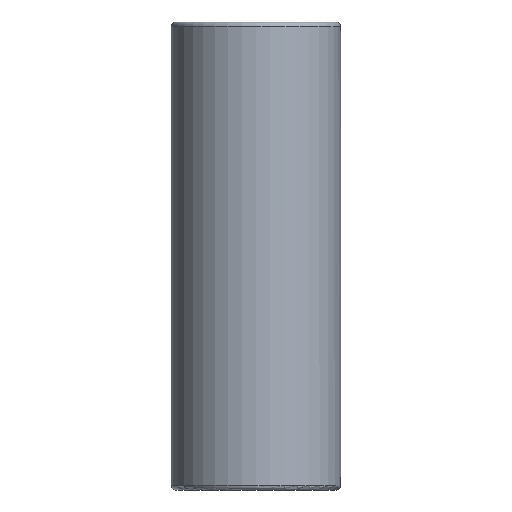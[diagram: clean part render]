
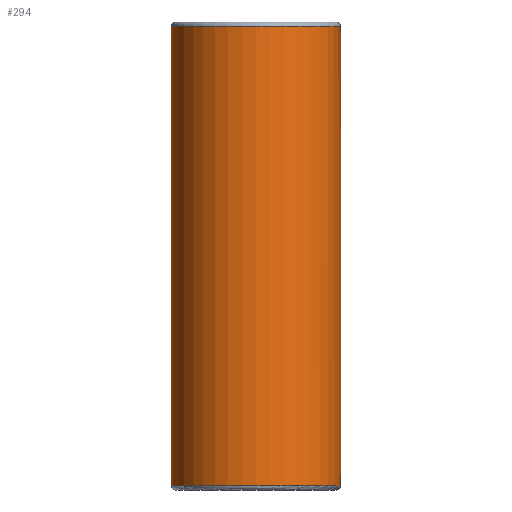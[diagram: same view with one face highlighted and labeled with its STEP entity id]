
A CAD part, left-side view. The second image highlights one B-rep face of the part: STEP entity #294.
In plain terms, the highlighted cylindrical face has radius 9.5 mm (diameter 19 mm), a full revolution.
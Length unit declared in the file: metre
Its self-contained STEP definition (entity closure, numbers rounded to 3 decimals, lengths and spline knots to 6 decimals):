
#46=B_SPLINE_CURVE_WITH_KNOTS('',3,(#468,#469,#470,#471,#472,#473,#474,
#475,#476,#477,#478,#479,#480,#481,#482,#483,#484),.UNSPECIFIED.,.F.,.F.,
(4,1,1,1,1,1,1,1,1,1,1,1,1,1,4),(0.,0.005367,
0.008051,0.010734,0.013418,0.016101,
0.018785,0.021468,0.024152,0.026835,
0.029519,0.032202,0.034886,0.037569,
0.042936),.UNSPECIFIED.);
#58=ORIENTED_EDGE('',*,*,#144,.T.);
#59=ORIENTED_EDGE('',*,*,#145,.T.);
#60=ORIENTED_EDGE('',*,*,#146,.T.);
#144=EDGE_CURVE('',#187,#187,#215,.F.);
#145=EDGE_CURVE('',#188,#189,#216,.T.);
#146=EDGE_CURVE('',#189,#188,#46,.T.);
#187=VERTEX_POINT('',#464);
#188=VERTEX_POINT('',#466);
#189=VERTEX_POINT('',#467);
#215=CIRCLE('',#329,0.0095);
#216=CIRCLE('',#330,0.0095);
#235=EDGE_LOOP('',(#58));
#236=EDGE_LOOP('',(#59,#60));
#260=FACE_BOUND('',#235,.T.);
#261=FACE_BOUND('',#236,.T.);
#285=CYLINDRICAL_SURFACE('',#328,0.0095);
#294=ADVANCED_FACE('',(#260,#261),#285,.T.);
#328=AXIS2_PLACEMENT_3D('',#462,#370,#371);
#329=AXIS2_PLACEMENT_3D('',#463,#372,#373);
#330=AXIS2_PLACEMENT_3D('',#465,#374,#375);
#370=DIRECTION('',(0.,0.,1.));
#371=DIRECTION('',(1.,0.,0.));
#372=DIRECTION('',(0.,0.,-1.));
#373=DIRECTION('',(-1.,0.,0.));
#374=DIRECTION('',(0.,0.,-1.));
#375=DIRECTION('',(-1.,0.,0.));
#462=CARTESIAN_POINT('',(0.,0.,-0.0035));
#463=CARTESIAN_POINT('',(0.,0.,-0.0515));
#464=CARTESIAN_POINT('',(-0.0095,0.,-0.0515));
#465=CARTESIAN_POINT('',(0.,0.,0.));
#466=CARTESIAN_POINT('',(-0.000557,-0.009484,0.));
#467=CARTESIAN_POINT('',(-0.000557,0.009484,0.));
#468=CARTESIAN_POINT('',(-0.000557,0.009484,0.));
#469=CARTESIAN_POINT('',(0.000037,0.009519,-0.001694));
#470=CARTESIAN_POINT('',(0.001212,0.009509,-0.004139));
#471=CARTESIAN_POINT('',(0.003221,0.008991,-0.007037));
#472=CARTESIAN_POINT('',(0.004907,0.008215,-0.009003));
#473=CARTESIAN_POINT('',(0.006626,0.006935,-0.010649));
#474=CARTESIAN_POINT('',(0.008165,0.005067,-0.011891));
#475=CARTESIAN_POINT('',(0.009237,0.002706,-0.012646));
#476=CARTESIAN_POINT('',(0.009631,-0.000008,-0.012904));
#477=CARTESIAN_POINT('',(0.00924,-0.002691,-0.012648));
#478=CARTESIAN_POINT('',(0.008161,-0.005078,-0.011888));
#479=CARTESIAN_POINT('',(0.006614,-0.006944,-0.010639));
#480=CARTESIAN_POINT('',(0.004904,-0.008217,-0.008998));
#481=CARTESIAN_POINT('',(0.003217,-0.008993,-0.007031));
#482=CARTESIAN_POINT('',(0.00121,-0.009509,-0.004134));
#483=CARTESIAN_POINT('',(0.000037,-0.009519,-0.001693));
#484=CARTESIAN_POINT('',(-0.000557,-0.009484,0.));
